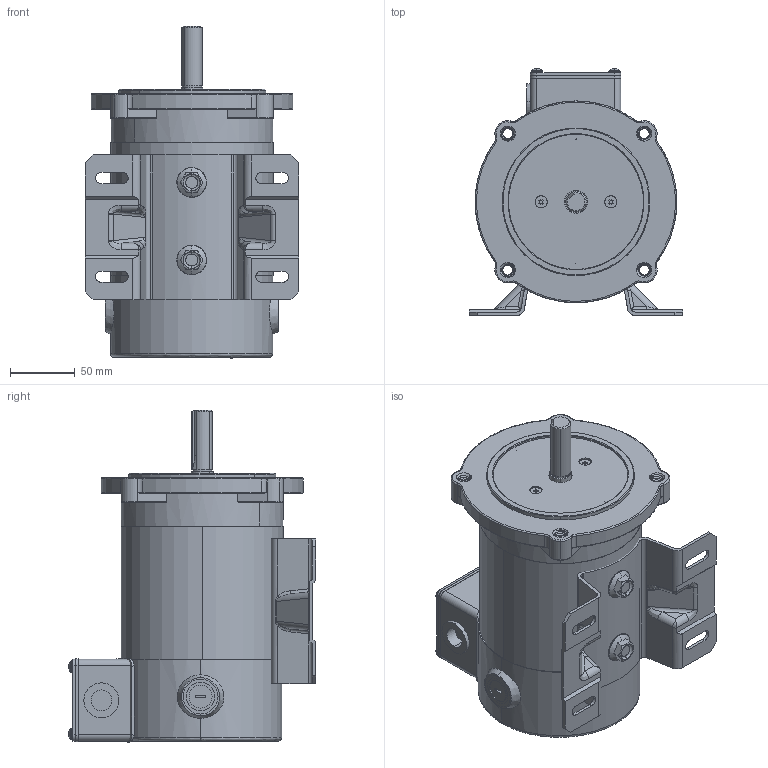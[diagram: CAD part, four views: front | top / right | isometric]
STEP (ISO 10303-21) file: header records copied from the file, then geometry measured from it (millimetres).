
FILE_DESCRIPTION (( 'STEP AP214' ), '1' );
FILE_NAME ('WPMDC13-18-90V-56CB wkey cut.STEP', '2019-03-25T20:39:03', ( '' ), ( '' ), 'SwSTEP 2.0', 'SolidWorks 2017', '' );
FILE_SCHEMA (( 'AUTOMOTIVE_DESIGN' ));
Length unit declared in the file: inch
Products named in the file (1): WPMDC13-18-90V-56CB wkey cut
Bounding box: 165 x 191.03 x 256.7 mm (x, y, z)
Volume: 941302.2 mm3; surface area: 389716.5 mm2
Topology: 28 solids, 28 shells, 1248 faces, 3128 edges, 1973 vertices
Faces by surface type: cylinder 571, plane 366, bspline 243, cone 68
Entity records: 86449 total; most frequent: CARTESIAN_POINT 41998, ORIENTED_EDGE 6216, DIRECTION 5377, EDGE_CURVE 3108, AXIS2_PLACEMENT_3D 2065, VERTEX_POINT 1973, EDGE_LOOP 1395, DIMENSIONAL_EXPONENTS 1274
